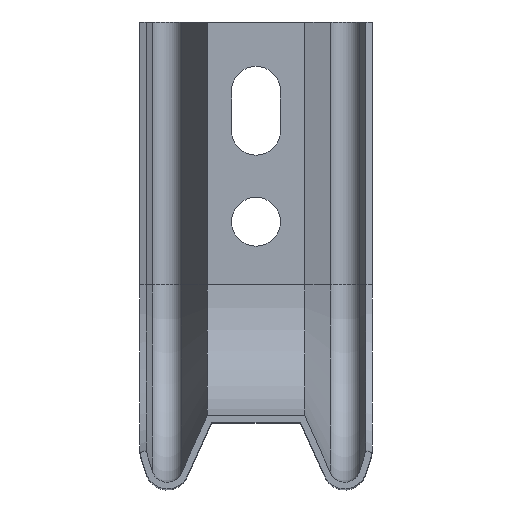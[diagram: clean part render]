
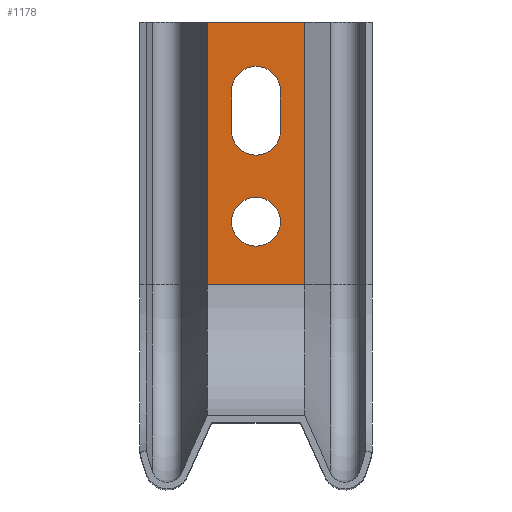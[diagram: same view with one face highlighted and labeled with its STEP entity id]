
A CAD part, top view. The second image highlights one B-rep face of the part: STEP entity #1178.
In plain terms, the highlighted planar face has unit normal (0, 0, 1).
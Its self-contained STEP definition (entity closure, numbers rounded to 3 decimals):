
#55=FACE_BOUND('',#195,.T.);
#56=FACE_BOUND('',#196,.T.);
#81=CIRCLE('',#1293,5.5);
#82=CIRCLE('',#1294,5.5);
#83=CIRCLE('',#1295,5.5);
#119=FACE_OUTER_BOUND('',#194,.T.);
#194=EDGE_LOOP('',(#827,#828,#829,#830));
#195=EDGE_LOOP('',(#831,#832,#833,#834));
#196=EDGE_LOOP('',(#835));
#300=LINE('',#1868,#413);
#301=LINE('',#1871,#414);
#302=LINE('',#1876,#415);
#303=LINE('',#1877,#416);
#304=LINE('',#1882,#417);
#305=LINE('',#1885,#418);
#413=VECTOR('',#1490,10.);
#414=VECTOR('',#1493,10.);
#415=VECTOR('',#1500,10.);
#416=VECTOR('',#1501,10.);
#417=VECTOR('',#1504,10.);
#418=VECTOR('',#1507,10.);
#536=VERTEX_POINT('',#1861);
#539=VERTEX_POINT('',#1866);
#540=VERTEX_POINT('',#1870);
#541=VERTEX_POINT('',#1875);
#542=VERTEX_POINT('',#1878);
#543=VERTEX_POINT('',#1879);
#544=VERTEX_POINT('',#1881);
#545=VERTEX_POINT('',#1883);
#546=VERTEX_POINT('',#1886);
#646=EDGE_CURVE('',#536,#539,#300,.T.);
#647=EDGE_CURVE('',#539,#540,#301,.T.);
#650=EDGE_CURVE('',#541,#540,#302,.T.);
#651=EDGE_CURVE('',#541,#536,#303,.T.);
#652=EDGE_CURVE('',#542,#543,#81,.T.);
#653=EDGE_CURVE('',#543,#544,#304,.T.);
#654=EDGE_CURVE('',#544,#545,#82,.T.);
#655=EDGE_CURVE('',#545,#542,#305,.T.);
#656=EDGE_CURVE('',#546,#546,#83,.T.);
#827=ORIENTED_EDGE('',*,*,#646,.T.);
#828=ORIENTED_EDGE('',*,*,#647,.T.);
#829=ORIENTED_EDGE('',*,*,#650,.F.);
#830=ORIENTED_EDGE('',*,*,#651,.T.);
#831=ORIENTED_EDGE('',*,*,#652,.T.);
#832=ORIENTED_EDGE('',*,*,#653,.T.);
#833=ORIENTED_EDGE('',*,*,#654,.T.);
#834=ORIENTED_EDGE('',*,*,#655,.T.);
#835=ORIENTED_EDGE('',*,*,#656,.T.);
#1073=PLANE('',#1292);
#1178=ADVANCED_FACE('',(#119,#55,#56),#1073,.T.);
#1292=AXIS2_PLACEMENT_3D('',#1874,#1498,#1499);
#1293=AXIS2_PLACEMENT_3D('',#1880,#1502,#1503);
#1294=AXIS2_PLACEMENT_3D('',#1884,#1505,#1506);
#1295=AXIS2_PLACEMENT_3D('',#1887,#1508,#1509);
#1490=DIRECTION('',(0.,-1.,0.));
#1493=DIRECTION('',(1.,0.,0.));
#1498=DIRECTION('center_axis',(0.,0.,1.));
#1499=DIRECTION('ref_axis',(-1.,0.,0.));
#1500=DIRECTION('',(0.,-1.,0.));
#1501=DIRECTION('',(-1.,0.,0.));
#1502=DIRECTION('center_axis',(0.,0.,-1.));
#1503=DIRECTION('ref_axis',(-1.,0.,0.));
#1504=DIRECTION('',(0.,-1.,0.));
#1505=DIRECTION('center_axis',(0.,0.,-1.));
#1506=DIRECTION('ref_axis',(1.,0.,0.));
#1507=DIRECTION('',(0.,1.,0.));
#1508=DIRECTION('center_axis',(0.,0.,-1.));
#1509=DIRECTION('ref_axis',(-1.,0.,0.));
#1861=CARTESIAN_POINT('',(-10.97,90.49,76.2));
#1866=CARTESIAN_POINT('',(-10.97,31.3,76.2));
#1868=CARTESIAN_POINT('',(-10.97,90.49,76.2));
#1870=CARTESIAN_POINT('',(10.97,31.3,76.2));
#1871=CARTESIAN_POINT('',(4.355,31.3,76.2));
#1874=CARTESIAN_POINT('Origin',(8.71,90.49,76.2));
#1875=CARTESIAN_POINT('',(10.97,90.49,76.2));
#1876=CARTESIAN_POINT('',(10.97,90.49,76.2));
#1877=CARTESIAN_POINT('',(8.71,90.49,76.2));
#1878=CARTESIAN_POINT('',(-5.5,74.99,76.2));
#1879=CARTESIAN_POINT('',(5.5,74.99,76.2));
#1880=CARTESIAN_POINT('Origin',(0.,74.99,76.2));
#1881=CARTESIAN_POINT('',(5.5,65.99,76.2));
#1882=CARTESIAN_POINT('',(5.5,82.74,76.2));
#1883=CARTESIAN_POINT('',(-5.5,65.99,76.2));
#1884=CARTESIAN_POINT('Origin',(0.,65.99,76.2));
#1885=CARTESIAN_POINT('',(-5.5,78.24,76.2));
#1886=CARTESIAN_POINT('',(5.5,45.49,76.2));
#1887=CARTESIAN_POINT('Origin',(0.,45.49,76.2));
